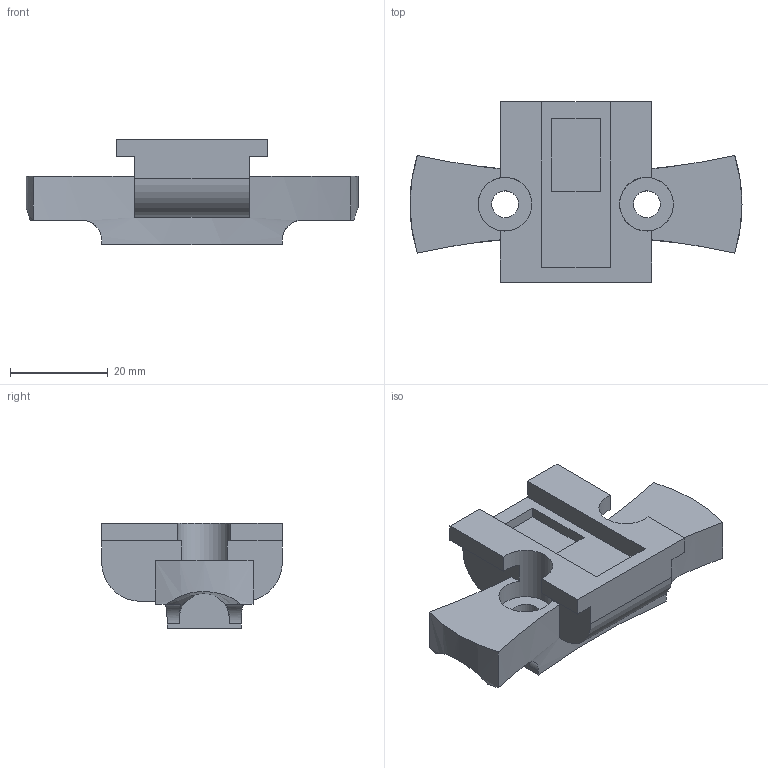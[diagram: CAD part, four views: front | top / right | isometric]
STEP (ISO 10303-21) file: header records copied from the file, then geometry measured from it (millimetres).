
FILE_DESCRIPTION(/* description */ (''),/* implementation_level */ '2;1');
FILE_NAME(/* name */ 'SaddleClipPart2.stp',/* time_stamp */ '2020-06-22T10:34:11+02:00',/* author */ ('hpcwoess'),/* organization */ (''),/* preprocessor_version */ 'ST-DEVELOPER v18.1',/* originating_system */ 'Autodesk Inventor 2020',/* authorisation */ '');
FILE_SCHEMA (('AUTOMOTIVE_DESIGN { 1 0 10303 214 3 1 1 }'));
Length unit declared in the file: millimetre
Products named in the file (1): SaddleClipPart2
Bounding box: 68 x 37 x 21.6 mm (x, y, z)
Volume: 18884.1 mm3; surface area: 7792.6 mm2
Topology: 1 solids, 1 shells, 59 faces, 183 edges, 133 vertices
Faces by surface type: plane 37, cylinder 14, bspline 8
Full cylindrical faces by diameter (mm): 5.5 x2, 11 x2
Entity records: 2390 total; most frequent: CARTESIAN_POINT 739, ORIENTED_EDGE 344, DIRECTION 308, EDGE_CURVE 172, VERTEX_POINT 116, LINE 106, VECTOR 106, AXIS2_PLACEMENT_3D 101
